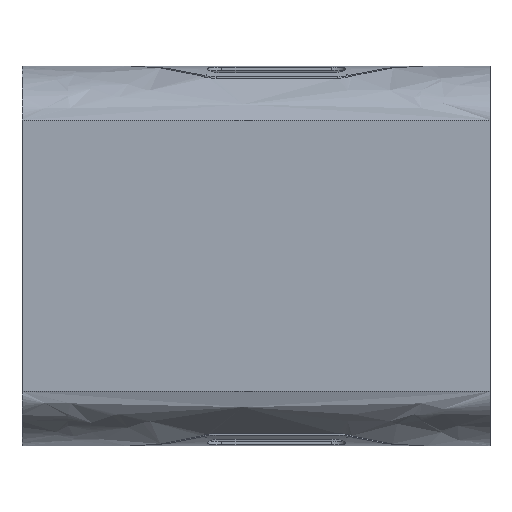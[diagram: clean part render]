
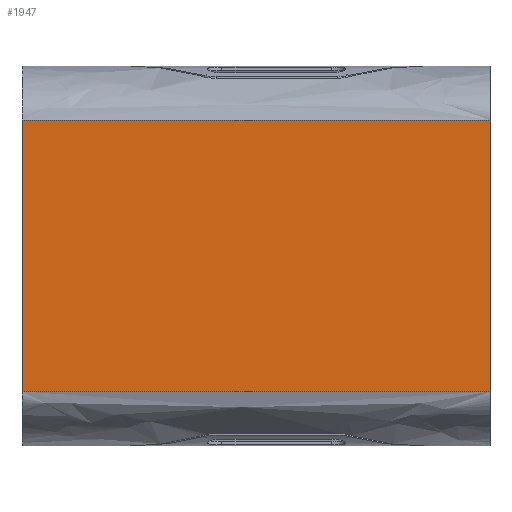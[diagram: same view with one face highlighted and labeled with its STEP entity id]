
A CAD part, top view. The second image highlights one B-rep face of the part: STEP entity #1947.
In plain terms, the highlighted planar face has unit normal (0, 0, 1).
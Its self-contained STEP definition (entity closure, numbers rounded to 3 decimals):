
#129=FACE_OUTER_BOUND('',#235,.T.);
#235=EDGE_LOOP('',(#1337,#1338,#1339,#1340));
#352=LINE('',#2702,#510);
#361=LINE('',#2775,#519);
#362=LINE('',#2777,#520);
#363=LINE('',#2778,#521);
#510=VECTOR('',#2143,10.);
#519=VECTOR('',#2158,10.);
#520=VECTOR('',#2159,10.);
#521=VECTOR('',#2160,10.);
#788=VERTEX_POINT('',#2687);
#789=VERTEX_POINT('',#2701);
#797=VERTEX_POINT('',#2774);
#798=VERTEX_POINT('',#2776);
#1001=EDGE_CURVE('',#788,#789,#352,.T.);
#1013=EDGE_CURVE('',#797,#788,#361,.T.);
#1014=EDGE_CURVE('',#797,#798,#362,.T.);
#1015=EDGE_CURVE('',#789,#798,#363,.T.);
#1337=ORIENTED_EDGE('',*,*,#1013,.F.);
#1338=ORIENTED_EDGE('',*,*,#1014,.T.);
#1339=ORIENTED_EDGE('',*,*,#1015,.F.);
#1340=ORIENTED_EDGE('',*,*,#1001,.F.);
#1881=PLANE('',#2052);
#1947=ADVANCED_FACE('',(#129),#1881,.T.);
#2052=AXIS2_PLACEMENT_3D('',#2773,#2156,#2157);
#2143=DIRECTION('',(1.,0.,0.));
#2156=DIRECTION('center_axis',(0.,0.,1.));
#2157=DIRECTION('ref_axis',(0.,-1.,0.));
#2158=DIRECTION('',(0.,1.,0.));
#2159=DIRECTION('',(1.,0.,0.));
#2160=DIRECTION('',(0.,-1.,0.));
#2687=CARTESIAN_POINT('',(0.,160.,116.));
#2701=CARTESIAN_POINT('',(276.,160.,116.));
#2702=CARTESIAN_POINT('',(0.,160.,116.));
#2773=CARTESIAN_POINT('Origin',(0.,160.,116.));
#2774=CARTESIAN_POINT('',(0.,0.,116.));
#2775=CARTESIAN_POINT('',(0.,-2.,116.));
#2776=CARTESIAN_POINT('',(276.,0.,116.));
#2777=CARTESIAN_POINT('',(0.,0.,116.));
#2778=CARTESIAN_POINT('',(276.,-2.,116.));
